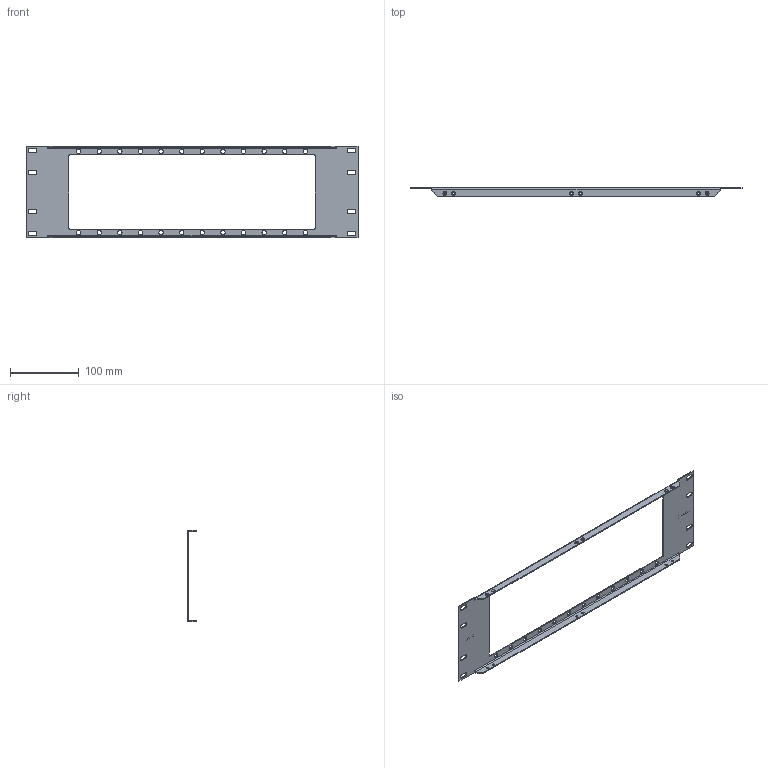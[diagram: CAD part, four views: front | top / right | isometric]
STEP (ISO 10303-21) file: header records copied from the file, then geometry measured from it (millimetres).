
FILE_DESCRIPTION (( 'STEP AP214' ), '1' );
FILE_NAME ('PR525-FSP.STEP', '2015-04-08T15:46:07', ( 'x' ), ( '' ), 'SwSTEP 2.0', 'SolidWorks 2014', '' );
FILE_SCHEMA (( 'AUTOMOTIVE_DESIGN' ));
Length unit declared in the file: inch
Products named in the file (1): PR525-FSP
Bounding box: 482.6 x 12.7 x 132.84 mm (x, y, z)
Volume: 49168.8 mm3; surface area: 69413 mm2
Topology: 1 solids, 1 shells, 290 faces, 828 edges, 552 vertices
Faces by surface type: plane 146, cylinder 72, bspline 48, cone 24
Entity records: 11798 total; most frequent: CARTESIAN_POINT 2295, ORIENTED_EDGE 1656, DIRECTION 1410, EDGE_CURVE 828, VERTEX_POINT 552, LINE 540, VECTOR 540, AXIS2_PLACEMENT_3D 435
